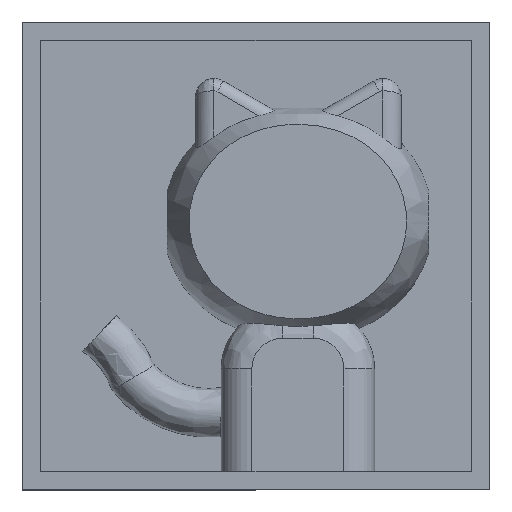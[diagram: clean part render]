
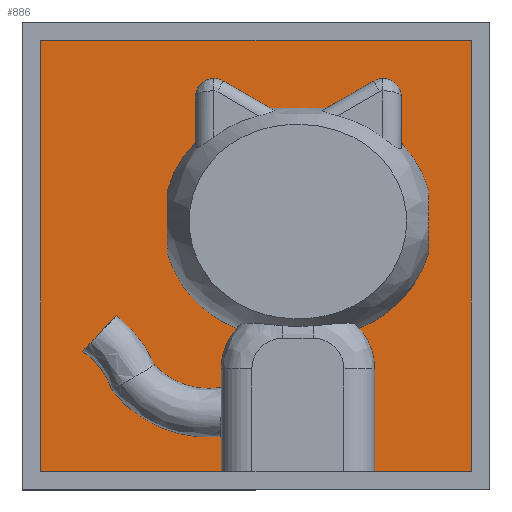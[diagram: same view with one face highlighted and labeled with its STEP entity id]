
A CAD part, top view. The second image highlights one B-rep face of the part: STEP entity #886.
In plain terms, the highlighted planar face has unit normal (0, 0, 1).
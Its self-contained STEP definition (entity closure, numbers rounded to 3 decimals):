
#27=CIRCLE('',#933,3.);
#32=CIRCLE('',#947,3.);
#33=CIRCLE('',#950,18.5);
#35=CIRCLE('',#952,18.5);
#36=CIRCLE('',#953,18.5);
#37=CIRCLE('',#954,18.5);
#38=CIRCLE('',#955,18.5);
#39=CIRCLE('',#956,18.5);
#40=CIRCLE('',#958,12.056);
#41=CIRCLE('',#959,19.986);
#43=CIRCLE('',#961,12.044);
#44=CIRCLE('',#962,19.974);
#46=CIRCLE('',#966,10.);
#56=CIRCLE('',#981,10.);
#79=PLANE('',#988);
#129=FACE_OUTER_BOUND('',#180,.T.);
#180=EDGE_LOOP('',(#743,#744,#745,#746,#747,#748,#749,#750,#751,#752,#753,
#754,#755,#756,#757,#758,#759,#760,#761,#762,#763,#764,#765,#766,#767,#768,
#769,#770,#771,#772,#773));
#202=LINE('',#1265,#274);
#207=LINE('',#1356,#279);
#210=LINE('',#1390,#282);
#215=LINE('',#1477,#287);
#217=LINE('',#1722,#289);
#218=LINE('',#1864,#290);
#225=LINE('',#1917,#297);
#228=LINE('',#1921,#300);
#230=LINE('',#1927,#302);
#232=LINE('',#1931,#304);
#233=LINE('',#1934,#305);
#234=LINE('',#1936,#306);
#235=LINE('',#1939,#307);
#236=LINE('',#1941,#308);
#237=LINE('',#1943,#309);
#238=LINE('',#1945,#310);
#239=LINE('',#1946,#311);
#274=VECTOR('',#1013,10.);
#279=VECTOR('',#1038,10.);
#282=VECTOR('',#1047,10.);
#287=VECTOR('',#1072,10.);
#289=VECTOR('',#1090,10.);
#290=VECTOR('',#1103,10.);
#297=VECTOR('',#1142,10.);
#300=VECTOR('',#1145,10.);
#302=VECTOR('',#1153,10.);
#304=VECTOR('',#1159,10.);
#305=VECTOR('',#1164,10.);
#306=VECTOR('',#1167,10.);
#307=VECTOR('',#1170,10.);
#308=VECTOR('',#1171,10.);
#309=VECTOR('',#1172,10.);
#310=VECTOR('',#1173,10.);
#311=VECTOR('',#1174,10.);
#370=VERTEX_POINT('',#1257);
#371=VERTEX_POINT('',#1264);
#375=VERTEX_POINT('',#1315);
#378=VERTEX_POINT('',#1347);
#383=VERTEX_POINT('',#1380);
#384=VERTEX_POINT('',#1389);
#390=VERTEX_POINT('',#1457);
#391=VERTEX_POINT('',#1470);
#392=VERTEX_POINT('',#1503);
#393=VERTEX_POINT('',#1505);
#394=VERTEX_POINT('',#1508);
#395=VERTEX_POINT('',#1510);
#396=VERTEX_POINT('',#1541);
#401=VERTEX_POINT('',#1579);
#402=VERTEX_POINT('',#1584);
#403=VERTEX_POINT('',#1586);
#406=VERTEX_POINT('',#1703);
#407=VERTEX_POINT('',#1705);
#408=VERTEX_POINT('',#1783);
#409=VERTEX_POINT('',#1796);
#411=VERTEX_POINT('',#1815);
#412=VERTEX_POINT('',#1858);
#413=VERTEX_POINT('',#1859);
#415=VERTEX_POINT('',#1868);
#425=VERTEX_POINT('',#1916);
#426=VERTEX_POINT('',#1919);
#427=VERTEX_POINT('',#1925);
#428=VERTEX_POINT('',#1938);
#429=VERTEX_POINT('',#1940);
#430=VERTEX_POINT('',#1942);
#431=VERTEX_POINT('',#1944);
#457=EDGE_CURVE('',#370,#371,#202,.T.);
#464=EDGE_CURVE('',#371,#375,#27,.T.);
#471=EDGE_CURVE('',#375,#378,#207,.T.);
#477=EDGE_CURVE('',#383,#384,#210,.T.);
#487=EDGE_CURVE('',#384,#390,#32,.T.);
#491=EDGE_CURVE('',#390,#391,#215,.T.);
#492=EDGE_CURVE('',#378,#392,#33,.T.);
#494=EDGE_CURVE('',#393,#383,#35,.T.);
#495=EDGE_CURVE('',#391,#394,#36,.T.);
#497=EDGE_CURVE('',#395,#396,#37,.T.);
#503=EDGE_CURVE('',#401,#402,#38,.T.);
#505=EDGE_CURVE('',#403,#370,#39,.T.);
#509=EDGE_CURVE('',#407,#406,#217,.T.);
#511=EDGE_CURVE('',#408,#409,#40,.T.);
#514=EDGE_CURVE('',#411,#407,#41,.T.);
#516=EDGE_CURVE('',#412,#411,#43,.T.);
#517=EDGE_CURVE('',#409,#413,#44,.T.);
#518=EDGE_CURVE('',#413,#412,#218,.T.);
#521=EDGE_CURVE('',#415,#401,#46,.T.);
#536=EDGE_CURVE('',#406,#425,#225,.T.);
#539=EDGE_CURVE('',#426,#408,#228,.T.);
#540=EDGE_CURVE('',#396,#426,#56,.T.);
#542=EDGE_CURVE('',#427,#415,#230,.T.);
#544=EDGE_CURVE('',#394,#395,#232,.T.);
#545=EDGE_CURVE('',#402,#403,#233,.T.);
#546=EDGE_CURVE('',#392,#393,#234,.T.);
#547=EDGE_CURVE('',#428,#427,#235,.T.);
#548=EDGE_CURVE('',#429,#428,#236,.T.);
#549=EDGE_CURVE('',#430,#429,#237,.T.);
#550=EDGE_CURVE('',#431,#430,#238,.T.);
#551=EDGE_CURVE('',#425,#431,#239,.T.);
#743=ORIENTED_EDGE('',*,*,#542,.F.);
#744=ORIENTED_EDGE('',*,*,#547,.F.);
#745=ORIENTED_EDGE('',*,*,#548,.F.);
#746=ORIENTED_EDGE('',*,*,#549,.F.);
#747=ORIENTED_EDGE('',*,*,#550,.F.);
#748=ORIENTED_EDGE('',*,*,#551,.F.);
#749=ORIENTED_EDGE('',*,*,#536,.F.);
#750=ORIENTED_EDGE('',*,*,#509,.F.);
#751=ORIENTED_EDGE('',*,*,#514,.F.);
#752=ORIENTED_EDGE('',*,*,#516,.F.);
#753=ORIENTED_EDGE('',*,*,#518,.F.);
#754=ORIENTED_EDGE('',*,*,#517,.F.);
#755=ORIENTED_EDGE('',*,*,#511,.F.);
#756=ORIENTED_EDGE('',*,*,#539,.F.);
#757=ORIENTED_EDGE('',*,*,#540,.F.);
#758=ORIENTED_EDGE('',*,*,#497,.F.);
#759=ORIENTED_EDGE('',*,*,#544,.F.);
#760=ORIENTED_EDGE('',*,*,#495,.F.);
#761=ORIENTED_EDGE('',*,*,#491,.F.);
#762=ORIENTED_EDGE('',*,*,#487,.F.);
#763=ORIENTED_EDGE('',*,*,#477,.F.);
#764=ORIENTED_EDGE('',*,*,#494,.F.);
#765=ORIENTED_EDGE('',*,*,#546,.F.);
#766=ORIENTED_EDGE('',*,*,#492,.F.);
#767=ORIENTED_EDGE('',*,*,#471,.F.);
#768=ORIENTED_EDGE('',*,*,#464,.F.);
#769=ORIENTED_EDGE('',*,*,#457,.F.);
#770=ORIENTED_EDGE('',*,*,#505,.F.);
#771=ORIENTED_EDGE('',*,*,#545,.F.);
#772=ORIENTED_EDGE('',*,*,#503,.F.);
#773=ORIENTED_EDGE('',*,*,#521,.F.);
#886=ADVANCED_FACE('',(#129),#79,.T.);
#933=AXIS2_PLACEMENT_3D('',#1316,#1027,#1028);
#947=AXIS2_PLACEMENT_3D('',#1458,#1065,#1066);
#950=AXIS2_PLACEMENT_3D('',#1504,#1073,#1074);
#952=AXIS2_PLACEMENT_3D('',#1507,#1077,#1078);
#953=AXIS2_PLACEMENT_3D('',#1509,#1079,#1080);
#954=AXIS2_PLACEMENT_3D('',#1542,#1081,#1082);
#955=AXIS2_PLACEMENT_3D('',#1585,#1083,#1084);
#956=AXIS2_PLACEMENT_3D('',#1617,#1085,#1086);
#958=AXIS2_PLACEMENT_3D('',#1797,#1091,#1092);
#959=AXIS2_PLACEMENT_3D('',#1832,#1093,#1094);
#961=AXIS2_PLACEMENT_3D('',#1861,#1097,#1098);
#962=AXIS2_PLACEMENT_3D('',#1862,#1099,#1100);
#966=AXIS2_PLACEMENT_3D('',#1870,#1109,#1110);
#981=AXIS2_PLACEMENT_3D('',#1923,#1148,#1149);
#988=AXIS2_PLACEMENT_3D('',#1937,#1168,#1169);
#1013=DIRECTION('',(0.,1.,0.));
#1027=DIRECTION('center_axis',(0.,0.,1.));
#1028=DIRECTION('ref_axis',(0.5,0.866,0.));
#1038=DIRECTION('',(-0.866,-0.5,0.));
#1047=DIRECTION('',(-0.866,0.5,0.));
#1065=DIRECTION('center_axis',(0.,0.,1.));
#1066=DIRECTION('ref_axis',(-0.5,0.866,0.));
#1072=DIRECTION('',(0.,-1.,0.));
#1073=DIRECTION('center_axis',(0.,0.,1.));
#1074=DIRECTION('ref_axis',(1.,0.,0.));
#1077=DIRECTION('center_axis',(0.,0.,1.));
#1078=DIRECTION('ref_axis',(-1.,0.,0.));
#1079=DIRECTION('center_axis',(0.,0.,1.));
#1080=DIRECTION('ref_axis',(-1.,0.,0.));
#1081=DIRECTION('center_axis',(0.,0.,1.));
#1082=DIRECTION('ref_axis',(-1.,0.,0.));
#1083=DIRECTION('center_axis',(0.,0.,1.));
#1084=DIRECTION('ref_axis',(1.,0.,0.));
#1085=DIRECTION('center_axis',(0.,0.,1.));
#1086=DIRECTION('ref_axis',(1.,0.,0.));
#1090=DIRECTION('',(0.038,0.999,0.));
#1091=DIRECTION('center_axis',(0.,0.,-1.));
#1092=DIRECTION('ref_axis',(-0.73,-0.684,0.));
#1093=DIRECTION('center_axis',(0.,0.,1.));
#1094=DIRECTION('ref_axis',(-0.787,-0.617,0.));
#1097=DIRECTION('center_axis',(0.,0.,-1.));
#1098=DIRECTION('ref_axis',(0.556,0.831,0.));
#1099=DIRECTION('center_axis',(0.,0.,1.));
#1100=DIRECTION('ref_axis',(0.611,0.792,0.));
#1103=DIRECTION('',(-0.689,-0.725,0.));
#1109=DIRECTION('center_axis',(0.,0.,1.));
#1110=DIRECTION('ref_axis',(0.707,0.707,0.));
#1142=DIRECTION('',(0.,-1.,0.));
#1145=DIRECTION('',(0.,-1.,0.));
#1148=DIRECTION('center_axis',(0.,0.,1.));
#1149=DIRECTION('ref_axis',(-0.707,0.707,0.));
#1153=DIRECTION('',(0.,1.,0.));
#1159=DIRECTION('',(0.,-1.,0.));
#1164=DIRECTION('',(0.,1.,0.));
#1167=DIRECTION('',(-1.,0.,0.));
#1168=DIRECTION('center_axis',(0.,0.,1.));
#1169=DIRECTION('ref_axis',(1.,0.,0.));
#1170=DIRECTION('',(-1.,0.,0.));
#1171=DIRECTION('',(0.,-1.,0.));
#1172=DIRECTION('',(1.,0.,0.));
#1173=DIRECTION('',(0.,1.,0.));
#1174=DIRECTION('',(-1.,0.,0.));
#1257=CARTESIAN_POINT('',(61.755,56.528,-16.05));
#1264=CARTESIAN_POINT('',(61.755,64.004,-16.05));
#1265=CARTESIAN_POINT('',(61.755,46.15,-16.05));
#1315=CARTESIAN_POINT('',(57.255,66.602,-16.05));
#1316=CARTESIAN_POINT('Origin',(58.755,64.004,-16.05));
#1347=CARTESIAN_POINT('',(49.569,62.165,-16.05));
#1356=CARTESIAN_POINT('',(46.151,60.191,-16.05));
#1380=CARTESIAN_POINT('',(40.417,62.173,-16.05));
#1389=CARTESIAN_POINT('',(32.745,66.602,-16.05));
#1390=CARTESIAN_POINT('',(38.674,63.179,-16.05));
#1457=CARTESIAN_POINT('',(28.245,64.004,-16.05));
#1458=CARTESIAN_POINT('Origin',(31.245,64.004,-16.05));
#1470=CARTESIAN_POINT('',(28.245,56.682,-16.05));
#1477=CARTESIAN_POINT('',(28.245,46.15,-16.05));
#1503=CARTESIAN_POINT('',(48.425,62.2,-16.05));
#1504=CARTESIAN_POINT('Origin',(48.425,43.7,-16.05));
#1505=CARTESIAN_POINT('',(41.425,62.2,-16.05));
#1507=CARTESIAN_POINT('Origin',(41.425,43.7,-16.05));
#1508=CARTESIAN_POINT('',(23.65,48.828,-16.05));
#1509=CARTESIAN_POINT('Origin',(41.425,43.7,-16.05));
#1510=CARTESIAN_POINT('',(23.65,38.572,-16.05));
#1541=CARTESIAN_POINT('',(34.968,26.363,-16.05));
#1542=CARTESIAN_POINT('Origin',(41.425,43.7,-16.05));
#1579=CARTESIAN_POINT('',(54.882,26.363,-16.05));
#1584=CARTESIAN_POINT('',(66.2,38.572,-16.05));
#1585=CARTESIAN_POINT('Origin',(48.425,43.7,-16.05));
#1586=CARTESIAN_POINT('',(66.2,48.828,-16.05));
#1617=CARTESIAN_POINT('Origin',(48.425,43.7,-16.05));
#1703=CARTESIAN_POINT('',(32.425,12.7,-16.05));
#1705=CARTESIAN_POINT('',(32.272,8.673,-16.05));
#1722=CARTESIAN_POINT('',(32.911,25.489,-16.05));
#1783=CARTESIAN_POINT('',(32.425,16.688,-16.05));
#1796=CARTESIAN_POINT('',(21.584,20.324,-16.05));
#1797=CARTESIAN_POINT('Origin',(30.379,28.569,-16.05));
#1815=CARTESIAN_POINT('',(14.647,16.243,-16.05));
#1832=CARTESIAN_POINT('Origin',(30.379,28.569,-16.05));
#1858=CARTESIAN_POINT('',(9.869,22.58,-16.05));
#1859=CARTESIAN_POINT('',(15.379,28.381,-16.05));
#1861=CARTESIAN_POINT('Origin',(3.178,12.566,-16.05));
#1862=CARTESIAN_POINT('Origin',(3.178,12.566,-16.05));
#1864=CARTESIAN_POINT('',(21.817,35.158,-16.05));
#1868=CARTESIAN_POINT('',(57.425,19.7,-16.05));
#1870=CARTESIAN_POINT('Origin',(47.425,19.7,-16.05));
#1916=CARTESIAN_POINT('',(32.425,3.,-16.05));
#1917=CARTESIAN_POINT('',(32.425,33.9,-16.05));
#1919=CARTESIAN_POINT('',(32.425,19.7,-16.05));
#1921=CARTESIAN_POINT('',(32.425,33.9,-16.05));
#1923=CARTESIAN_POINT('Origin',(42.425,19.7,-16.05));
#1925=CARTESIAN_POINT('',(57.425,3.,-16.05));
#1927=CARTESIAN_POINT('',(57.425,20.55,-16.05));
#1931=CARTESIAN_POINT('',(23.65,50.15,-16.05));
#1934=CARTESIAN_POINT('',(66.2,31.65,-16.05));
#1936=CARTESIAN_POINT('',(52.15,62.2,-16.05));
#1937=CARTESIAN_POINT('Origin',(38.1,38.1,-16.05));
#1938=CARTESIAN_POINT('',(73.2,3.,-16.05));
#1939=CARTESIAN_POINT('',(55.65,3.,-16.05));
#1940=CARTESIAN_POINT('',(73.2,73.2,-16.05));
#1941=CARTESIAN_POINT('',(73.2,55.65,-16.05));
#1942=CARTESIAN_POINT('',(3.,73.2,-16.05));
#1943=CARTESIAN_POINT('',(20.55,73.2,-16.05));
#1944=CARTESIAN_POINT('',(3.,3.,-16.05));
#1945=CARTESIAN_POINT('',(3.,20.55,-16.05));
#1946=CARTESIAN_POINT('',(55.65,3.,-16.05));
